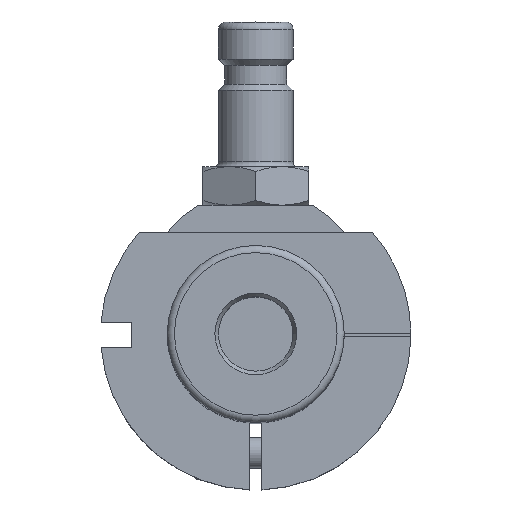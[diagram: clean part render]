
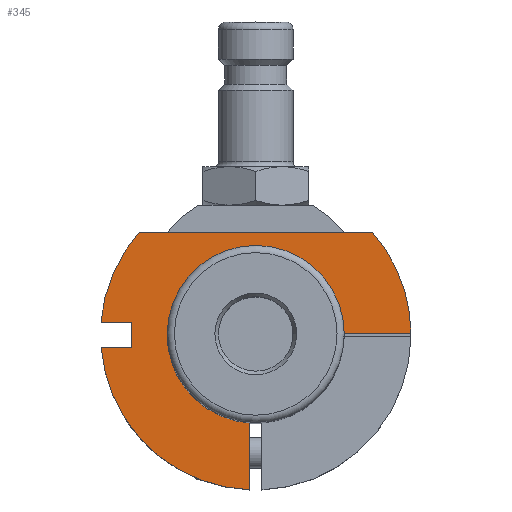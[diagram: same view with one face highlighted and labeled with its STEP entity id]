
A CAD part, top view. The second image highlights one B-rep face of the part: STEP entity #345.
In plain terms, the highlighted planar face has unit normal (0, 0, 1).
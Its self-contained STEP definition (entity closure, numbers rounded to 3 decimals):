
#114=LINE('',#1909,#167);
#115=LINE('',#1911,#168);
#116=LINE('',#1912,#169);
#117=LINE('',#1914,#170);
#118=LINE('',#1916,#171);
#119=LINE('',#1920,#172);
#167=VECTOR('',#1508,1.);
#168=VECTOR('',#1509,1.);
#169=VECTOR('',#1510,1.);
#170=VECTOR('',#1511,1.);
#171=VECTOR('',#1512,1.);
#172=VECTOR('',#1515,1.);
#232=PLANE('',#1235);
#277=FACE_OUTER_BOUND('',#515,.T.);
#345=ADVANCED_FACE('',(#277),#232,.T.);
#515=EDGE_LOOP('',(#728,#729,#730,#731,#732,#733,#734,#735,#736,#737));
#728=ORIENTED_EDGE('',*,*,#1031,.T.);
#729=ORIENTED_EDGE('',*,*,#1006,.F.);
#730=ORIENTED_EDGE('',*,*,#1032,.T.);
#731=ORIENTED_EDGE('',*,*,#1019,.F.);
#732=ORIENTED_EDGE('',*,*,#1033,.T.);
#733=ORIENTED_EDGE('',*,*,#1034,.T.);
#734=ORIENTED_EDGE('',*,*,#1035,.F.);
#735=ORIENTED_EDGE('',*,*,#1036,.F.);
#736=ORIENTED_EDGE('',*,*,#1037,.T.);
#737=ORIENTED_EDGE('',*,*,#1038,.T.);
#886=VERTEX_POINT('',#1858);
#887=VERTEX_POINT('',#1860);
#897=VERTEX_POINT('',#1886);
#898=VERTEX_POINT('',#1887);
#907=VERTEX_POINT('',#1910);
#908=VERTEX_POINT('',#1913);
#909=VERTEX_POINT('',#1915);
#910=VERTEX_POINT('',#1917);
#911=VERTEX_POINT('',#1919);
#912=VERTEX_POINT('',#1921);
#1006=EDGE_CURVE('',#886,#887,#1107,.T.);
#1019=EDGE_CURVE('',#897,#898,#1113,.T.);
#1031=EDGE_CURVE('',#907,#887,#114,.T.);
#1032=EDGE_CURVE('',#886,#898,#115,.T.);
#1033=EDGE_CURVE('',#897,#908,#116,.T.);
#1034=EDGE_CURVE('',#908,#909,#117,.T.);
#1035=EDGE_CURVE('',#910,#909,#118,.T.);
#1036=EDGE_CURVE('',#911,#910,#1117,.T.);
#1037=EDGE_CURVE('',#911,#912,#119,.T.);
#1038=EDGE_CURVE('',#912,#907,#1118,.T.);
#1107=CIRCLE('',#1218,25.);
#1113=CIRCLE('',#1227,25.);
#1117=CIRCLE('',#1233,25.);
#1118=CIRCLE('',#1234,14.25);
#1218=AXIS2_PLACEMENT_3D('',#1859,#1463,#1464);
#1227=AXIS2_PLACEMENT_3D('',#1885,#1488,#1489);
#1233=AXIS2_PLACEMENT_3D('',#1918,#1513,#1514);
#1234=AXIS2_PLACEMENT_3D('',#1922,#1516,#1517);
#1235=AXIS2_PLACEMENT_3D('',#1923,#1518,#1519);
#1463=DIRECTION('',(0.,0.,-1.));
#1464=DIRECTION('',(0.,-1.,0.));
#1488=DIRECTION('',(0.,0.,-1.));
#1489=DIRECTION('',(0.,-1.,0.));
#1508=DIRECTION('',(1.,0.,0.));
#1509=DIRECTION('',(-1.,0.,0.));
#1510=DIRECTION('',(1.,0.,0.));
#1511=DIRECTION('',(0.,-1.,0.));
#1512=DIRECTION('',(1.,0.,0.));
#1513=DIRECTION('',(0.,0.,-1.));
#1514=DIRECTION('',(0.,-1.,0.));
#1515=DIRECTION('',(0.,1.,0.));
#1516=DIRECTION('',(0.,0.,-1.));
#1517=DIRECTION('',(0.,-1.,0.));
#1518=DIRECTION('',(0.,0.,1.));
#1519=DIRECTION('',(0.,1.,0.));
#1858=CARTESIAN_POINT('',(18.782,16.5,72.));
#1859=CARTESIAN_POINT('',(0.,0.,72.));
#1860=CARTESIAN_POINT('',(24.999,0.25,72.));
#1885=CARTESIAN_POINT('',(0.,0.,72.));
#1886=CARTESIAN_POINT('',(-24.919,2.01,72.));
#1887=CARTESIAN_POINT('',(-18.782,16.5,72.));
#1909=CARTESIAN_POINT('',(10.,0.25,72.));
#1910=CARTESIAN_POINT('',(14.248,0.25,72.));
#1911=CARTESIAN_POINT('',(0.,16.5,72.));
#1912=CARTESIAN_POINT('',(-40.,2.01,72.));
#1913=CARTESIAN_POINT('',(-20.,2.01,72.));
#1914=CARTESIAN_POINT('',(-20.,2.01,72.));
#1915=CARTESIAN_POINT('',(-20.,-2.01,72.));
#1916=CARTESIAN_POINT('',(-40.,-2.01,72.));
#1917=CARTESIAN_POINT('',(-24.919,-2.01,72.));
#1918=CARTESIAN_POINT('',(0.,0.,72.));
#1919=CARTESIAN_POINT('',(-1.,-24.98,72.));
#1920=CARTESIAN_POINT('',(-1.,-39.5,72.));
#1921=CARTESIAN_POINT('',(-1.,-14.215,72.));
#1922=CARTESIAN_POINT('',(0.,0.,72.));
#1923=CARTESIAN_POINT('',(0.,0.,72.));
